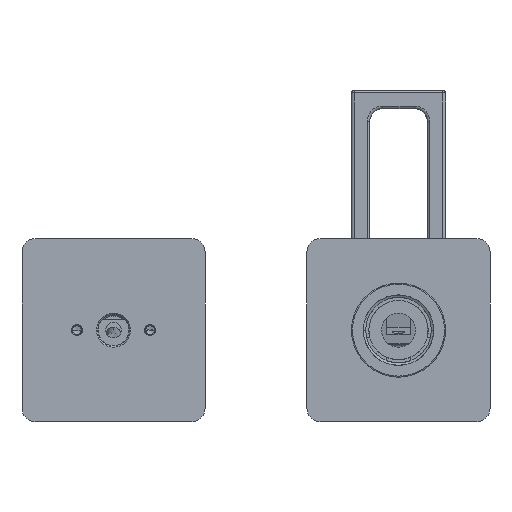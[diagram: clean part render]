
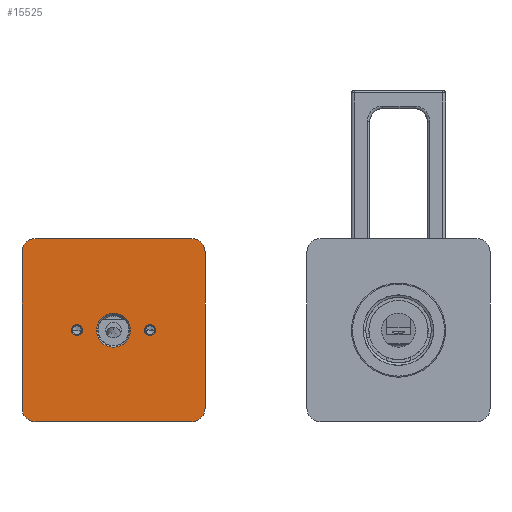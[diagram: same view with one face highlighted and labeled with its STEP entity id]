
A CAD part, front view. The second image highlights one B-rep face of the part: STEP entity #15525.
In plain terms, the highlighted planar face has unit normal (0, -1, 0).
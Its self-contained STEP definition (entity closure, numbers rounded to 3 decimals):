
#13367=CARTESIAN_POINT('',(30.,51.,-30.));
#13368=DIRECTION('',(0.,-1.,0.));
#13369=DIRECTION('',(0.,0.,-1.));
#13370=AXIS2_PLACEMENT_3D('',#13367,#13368,#13369);
#13372=DIRECTION('',(-1.,0.,0.));
#13373=VECTOR('',#13372,60.);
#13374=CARTESIAN_POINT('',(30.,51.,-35.));
#13375=LINE('',#13374,#13373);
#13376=CARTESIAN_POINT('',(-30.,51.,-30.));
#13377=DIRECTION('',(0.,-1.,0.));
#13378=DIRECTION('',(-1.,0.,0.));
#13379=AXIS2_PLACEMENT_3D('',#13376,#13377,#13378);
#13381=DIRECTION('',(0.,0.,1.));
#13382=VECTOR('',#13381,60.);
#13383=CARTESIAN_POINT('',(-35.,51.,-30.));
#13384=LINE('',#13383,#13382);
#13385=CARTESIAN_POINT('',(-30.,51.,30.));
#13386=DIRECTION('',(0.,-1.,0.));
#13387=DIRECTION('',(0.,0.,1.));
#13388=AXIS2_PLACEMENT_3D('',#13385,#13386,#13387);
#13390=DIRECTION('',(1.,0.,0.));
#13391=VECTOR('',#13390,60.);
#13392=CARTESIAN_POINT('',(-30.,51.,35.));
#13393=LINE('',#13392,#13391);
#13394=CARTESIAN_POINT('',(30.,51.,30.));
#13395=DIRECTION('',(0.,-1.,0.));
#13396=DIRECTION('',(1.,0.,0.));
#13397=AXIS2_PLACEMENT_3D('',#13394,#13395,#13396);
#13399=DIRECTION('',(0.,0.,-1.));
#13400=VECTOR('',#13399,60.);
#13401=CARTESIAN_POINT('',(35.,51.,30.));
#13402=LINE('',#13401,#13400);
#13403=CARTESIAN_POINT('',(0.,51.,0.));
#13404=DIRECTION('',(0.,-1.,0.));
#13405=DIRECTION('',(1.,0.,0.));
#13406=AXIS2_PLACEMENT_3D('',#13403,#13404,#13405);
#13408=CARTESIAN_POINT('',(0.,51.,0.));
#13409=DIRECTION('',(0.,-1.,0.));
#13410=DIRECTION('',(-1.,0.,0.));
#13411=AXIS2_PLACEMENT_3D('',#13408,#13409,#13410);
#13413=CARTESIAN_POINT('',(14.,51.,0.));
#13414=DIRECTION('',(0.,1.,0.));
#13415=DIRECTION('',(1.,0.,0.));
#13416=AXIS2_PLACEMENT_3D('',#13413,#13414,#13415);
#13418=CARTESIAN_POINT('',(14.,51.,0.));
#13419=DIRECTION('',(0.,1.,0.));
#13420=DIRECTION('',(-1.,0.,0.));
#13421=AXIS2_PLACEMENT_3D('',#13418,#13419,#13420);
#13423=CARTESIAN_POINT('',(-14.,51.,0.));
#13424=DIRECTION('',(0.,1.,0.));
#13425=DIRECTION('',(1.,0.,0.));
#13426=AXIS2_PLACEMENT_3D('',#13423,#13424,#13425);
#13428=CARTESIAN_POINT('',(-14.,51.,0.));
#13429=DIRECTION('',(0.,1.,0.));
#13430=DIRECTION('',(-1.,0.,0.));
#13431=AXIS2_PLACEMENT_3D('',#13428,#13429,#13430);
#14698=CARTESIAN_POINT('',(6.5,51.,0.));
#14699=CARTESIAN_POINT('',(-6.5,51.,0.));
#14700=VERTEX_POINT('',#14698);
#14701=VERTEX_POINT('',#14699);
#14706=CARTESIAN_POINT('',(30.,51.,-35.));
#14707=CARTESIAN_POINT('',(35.,51.,-30.));
#14708=VERTEX_POINT('',#14706);
#14709=VERTEX_POINT('',#14707);
#14714=CARTESIAN_POINT('',(-35.,51.,-30.));
#14715=CARTESIAN_POINT('',(-30.,51.,-35.));
#14716=VERTEX_POINT('',#14714);
#14717=VERTEX_POINT('',#14715);
#14722=CARTESIAN_POINT('',(-30.,51.,35.));
#14723=CARTESIAN_POINT('',(-35.,51.,30.));
#14724=VERTEX_POINT('',#14722);
#14725=VERTEX_POINT('',#14723);
#14730=CARTESIAN_POINT('',(35.,51.,30.));
#14731=CARTESIAN_POINT('',(30.,51.,35.));
#14732=VERTEX_POINT('',#14730);
#14733=VERTEX_POINT('',#14731);
#14738=CARTESIAN_POINT('',(16.1,51.,0.));
#14739=CARTESIAN_POINT('',(11.9,51.,0.));
#14740=VERTEX_POINT('',#14738);
#14741=VERTEX_POINT('',#14739);
#14742=CARTESIAN_POINT('',(-11.9,51.,0.));
#14743=CARTESIAN_POINT('',(-16.1,51.,0.));
#14744=VERTEX_POINT('',#14742);
#14745=VERTEX_POINT('',#14743);
#15485=CARTESIAN_POINT('',(0.,51.,0.));
#15486=DIRECTION('',(0.,1.,0.));
#15487=DIRECTION('',(1.,0.,0.));
#15488=AXIS2_PLACEMENT_3D('',#15485,#15486,#15487);
#15489=PLANE('',#15488);
#15490=ORIENTED_EDGE('',*,*,#15468,.F.);
#15492=ORIENTED_EDGE('',*,*,#15491,.T.);
#15494=ORIENTED_EDGE('',*,*,#15493,.F.);
#15496=ORIENTED_EDGE('',*,*,#15495,.T.);
#15498=ORIENTED_EDGE('',*,*,#15497,.F.);
#15500=ORIENTED_EDGE('',*,*,#15499,.T.);
#15502=ORIENTED_EDGE('',*,*,#15501,.F.);
#15504=ORIENTED_EDGE('',*,*,#15503,.T.);
#15505=EDGE_LOOP('',(#15490,#15492,#15494,#15496,#15498,#15500,#15502,#15504));
#15506=FACE_OUTER_BOUND('',#15505,.F.);
#15508=ORIENTED_EDGE('',*,*,#15507,.T.);
#15510=ORIENTED_EDGE('',*,*,#15509,.T.);
#15511=EDGE_LOOP('',(#15508,#15510));
#15512=FACE_BOUND('',#15511,.F.);
#15514=ORIENTED_EDGE('',*,*,#15513,.F.);
#15516=ORIENTED_EDGE('',*,*,#15515,.F.);
#15517=EDGE_LOOP('',(#15514,#15516));
#15518=FACE_BOUND('',#15517,.F.);
#15520=ORIENTED_EDGE('',*,*,#15519,.F.);
#15522=ORIENTED_EDGE('',*,*,#15521,.F.);
#15523=EDGE_LOOP('',(#15520,#15522));
#15524=FACE_BOUND('',#15523,.F.);
#15525=ADVANCED_FACE('',(#15506,#15512,#15518,#15524),#15489,.F.);
#13371=CIRCLE('',#13370,5.);
#13380=CIRCLE('',#13379,5.);
#13389=CIRCLE('',#13388,5.);
#13398=CIRCLE('',#13397,5.);
#13407=CIRCLE('',#13406,6.5);
#13412=CIRCLE('',#13411,6.5);
#13417=CIRCLE('',#13416,2.1);
#13422=CIRCLE('',#13421,2.1);
#13427=CIRCLE('',#13426,2.1);
#13432=CIRCLE('',#13431,2.1);
#15468=EDGE_CURVE('',#14708,#14709,#13371,.T.);
#15491=EDGE_CURVE('',#14708,#14717,#13375,.T.);
#15493=EDGE_CURVE('',#14716,#14717,#13380,.T.);
#15495=EDGE_CURVE('',#14716,#14725,#13384,.T.);
#15497=EDGE_CURVE('',#14724,#14725,#13389,.T.);
#15499=EDGE_CURVE('',#14724,#14733,#13393,.T.);
#15501=EDGE_CURVE('',#14732,#14733,#13398,.T.);
#15503=EDGE_CURVE('',#14732,#14709,#13402,.T.);
#15507=EDGE_CURVE('',#14700,#14701,#13407,.T.);
#15509=EDGE_CURVE('',#14701,#14700,#13412,.T.);
#15513=EDGE_CURVE('',#14740,#14741,#13417,.T.);
#15515=EDGE_CURVE('',#14741,#14740,#13422,.T.);
#15519=EDGE_CURVE('',#14744,#14745,#13427,.T.);
#15521=EDGE_CURVE('',#14745,#14744,#13432,.T.);
